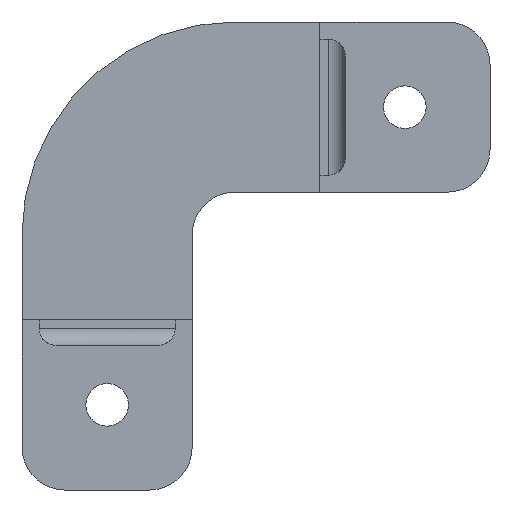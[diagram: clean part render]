
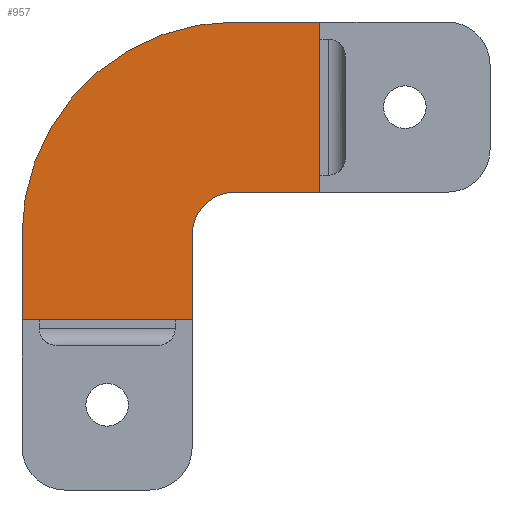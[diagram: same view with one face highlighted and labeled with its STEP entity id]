
A CAD part, front view. The second image highlights one B-rep face of the part: STEP entity #957.
In plain terms, the highlighted planar face has unit normal (0, -1, 0).
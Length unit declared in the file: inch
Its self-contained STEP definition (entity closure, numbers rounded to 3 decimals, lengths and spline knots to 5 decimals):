
#197=CARTESIAN_POINT('',(0.75,4.875,1.));
#198=DIRECTION('',(0.,-1.,0.));
#199=DIRECTION('',(0.,0.,1.));
#200=AXIS2_PLACEMENT_3D('',#197,#198,#199);
#202=DIRECTION('',(-1.,0.,0.));
#203=VECTOR('',#202,0.5);
#204=CARTESIAN_POINT('',(1.25,4.875,2.25));
#205=LINE('',#204,#203);
#206=DIRECTION('',(1.,0.,0.));
#207=VECTOR('',#206,0.5);
#208=CARTESIAN_POINT('',(0.75,4.875,1.25));
#209=LINE('',#208,#207);
#210=DIRECTION('',(0.,0.,-1.));
#211=VECTOR('',#210,0.5);
#212=CARTESIAN_POINT('',(0.5,4.875,1.));
#213=LINE('',#212,#211);
#214=DIRECTION('',(0.,0.,1.));
#215=VECTOR('',#214,0.5);
#216=CARTESIAN_POINT('',(-0.5,4.875,0.5));
#217=LINE('',#216,#215);
#226=DIRECTION('',(0.,0.,-1.));
#227=VECTOR('',#226,1.);
#228=CARTESIAN_POINT('',(1.25,4.875,2.25));
#229=LINE('',#228,#227);
#408=DIRECTION('',(1.,0.,0.));
#409=VECTOR('',#408,1.);
#410=CARTESIAN_POINT('',(-0.5,4.875,0.5));
#411=LINE('',#410,#409);
#441=CARTESIAN_POINT('',(0.75,4.875,1.));
#442=DIRECTION('',(0.,1.,0.));
#443=DIRECTION('',(-1.,0.,0.));
#444=AXIS2_PLACEMENT_3D('',#441,#442,#443);
#537=CARTESIAN_POINT('',(-0.5,4.875,0.5));
#538=CARTESIAN_POINT('',(0.5,4.875,0.5));
#539=VERTEX_POINT('',#537);
#540=VERTEX_POINT('',#538);
#557=CARTESIAN_POINT('',(1.25,4.875,2.25));
#558=CARTESIAN_POINT('',(1.25,4.875,1.25));
#559=VERTEX_POINT('',#557);
#560=VERTEX_POINT('',#558);
#613=CARTESIAN_POINT('',(0.5,4.875,1.));
#615=VERTEX_POINT('',#613);
#617=CARTESIAN_POINT('',(0.75,4.875,1.25));
#619=VERTEX_POINT('',#617);
#625=CARTESIAN_POINT('',(0.75,4.875,2.25));
#626=VERTEX_POINT('',#625);
#627=CARTESIAN_POINT('',(-0.5,4.875,1.));
#628=VERTEX_POINT('',#627);
#938=CARTESIAN_POINT('',(0.,4.875,0.));
#939=DIRECTION('',(0.,1.,0.));
#940=DIRECTION('',(0.,0.,-1.));
#941=AXIS2_PLACEMENT_3D('',#938,#939,#940);
#942=PLANE('',#941);
#943=ORIENTED_EDGE('',*,*,#887,.F.);
#944=ORIENTED_EDGE('',*,*,#874,.F.);
#946=ORIENTED_EDGE('',*,*,#945,.T.);
#947=ORIENTED_EDGE('',*,*,#822,.F.);
#949=ORIENTED_EDGE('',*,*,#948,.F.);
#951=ORIENTED_EDGE('',*,*,#950,.T.);
#953=ORIENTED_EDGE('',*,*,#952,.F.);
#954=ORIENTED_EDGE('',*,*,#920,.T.);
#955=EDGE_LOOP('',(#943,#944,#946,#947,#949,#951,#953,#954));
#956=FACE_OUTER_BOUND('',#955,.F.);
#957=ADVANCED_FACE('',(#956),#942,.F.);
#201=CIRCLE('',#200,1.25);
#445=CIRCLE('',#444,0.25);
#822=EDGE_CURVE('',#619,#560,#209,.T.);
#874=EDGE_CURVE('',#559,#626,#205,.T.);
#887=EDGE_CURVE('',#626,#628,#201,.T.);
#920=EDGE_CURVE('',#539,#628,#217,.T.);
#945=EDGE_CURVE('',#559,#560,#229,.T.);
#948=EDGE_CURVE('',#615,#619,#445,.T.);
#950=EDGE_CURVE('',#615,#540,#213,.T.);
#952=EDGE_CURVE('',#539,#540,#411,.T.);
